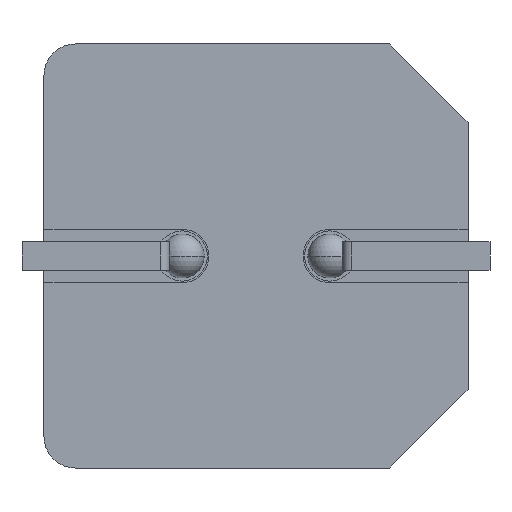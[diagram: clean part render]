
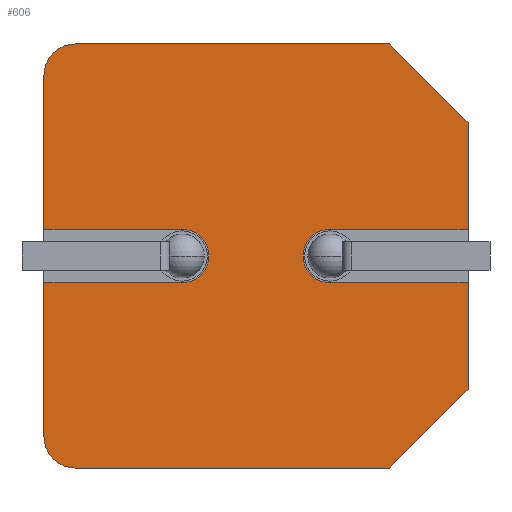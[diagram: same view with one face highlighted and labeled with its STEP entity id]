
A CAD part, front view. The second image highlights one B-rep face of the part: STEP entity #606.
In plain terms, the highlighted planar face has unit normal (0, -1, 0).
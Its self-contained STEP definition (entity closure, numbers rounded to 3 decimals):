
#1 = CARTESIAN_POINT ( 'NONE',  ( 4.25, 0., 6.75 ) ) ;
#13 = CARTESIAN_POINT ( 'NONE',  ( 6.75, 0., 0.85 ) ) ;
#55 = ORIENTED_EDGE ( 'NONE', *, *, #810, .F. ) ;
#58 = CARTESIAN_POINT ( 'NONE',  ( -6.75, 0., 6.75 ) ) ;
#60 = VERTEX_POINT ( 'NONE', #240 ) ;
#63 = EDGE_CURVE ( 'NONE', #669, #1449, #2197, .T. ) ;
#66 = EDGE_CURVE ( 'NONE', #669, #1517, #1730, .T. ) ;
#101 = VERTEX_POINT ( 'NONE', #247 ) ;
#175 = EDGE_CURVE ( 'NONE', #1215, #958, #685, .T. ) ;
#188 = LINE ( 'NONE', #2155, #657 ) ;
#190 = EDGE_CURVE ( 'NONE', #1878, #60, #1243, .T. ) ;
#240 = CARTESIAN_POINT ( 'NONE',  ( 6.75, 0., -4.25 ) ) ;
#247 = CARTESIAN_POINT ( 'NONE',  ( -6.75, 0., 5.75 ) ) ;
#290 = CARTESIAN_POINT ( 'NONE',  ( 2.35, 0., 0.85 ) ) ;
#294 = ORIENTED_EDGE ( 'NONE', *, *, #1698, .F. ) ;
#311 = EDGE_CURVE ( 'NONE', #1711, #101, #856, .T. ) ;
#325 = LINE ( 'NONE', #2288, #1260 ) ;
#331 = LINE ( 'NONE', #936, #1467 ) ;
#339 = VECTOR ( 'NONE', #765, 1000. ) ;
#340 = ORIENTED_EDGE ( 'NONE', *, *, #1190, .F. ) ;
#364 = FACE_OUTER_BOUND ( 'NONE', #1199, .T. ) ;
#402 = DIRECTION ( 'NONE',  ( 0., 0., -1. ) ) ;
#404 = ORIENTED_EDGE ( 'NONE', *, *, #1807, .T. ) ;
#423 = CARTESIAN_POINT ( 'NONE',  ( -5.75, 0., -5.75 ) ) ;
#430 = ORIENTED_EDGE ( 'NONE', *, *, #901, .F. ) ;
#440 = CARTESIAN_POINT ( 'NONE',  ( 5.5, 0., -5.5 ) ) ;
#476 = VERTEX_POINT ( 'NONE', #919 ) ;
#487 = DIRECTION ( 'NONE',  ( 0., 0., -1. ) ) ;
#560 = ORIENTED_EDGE ( 'NONE', *, *, #190, .T. ) ;
#567 = CARTESIAN_POINT ( 'NONE',  ( 6.75, 0., 6.75 ) ) ;
#574 = DIRECTION ( 'NONE',  ( -0.707, 0., 0.707 ) ) ;
#589 = ORIENTED_EDGE ( 'NONE', *, *, #2290, .F. ) ;
#591 = DIRECTION ( 'NONE',  ( 0., 0., 1. ) ) ;
#592 = ORIENTED_EDGE ( 'NONE', *, *, #2058, .F. ) ;
#602 = DIRECTION ( 'NONE',  ( 0., 0., -1. ) ) ;
#606 = ADVANCED_FACE ( 'NONE', ( #364 ), #610, .T. ) ;
#610 = PLANE ( 'NONE',  #1672 ) ;
#626 = DIRECTION ( 'NONE',  ( 1., 0., 0. ) ) ;
#655 = LINE ( 'NONE', #2293, #2057 ) ;
#657 = VECTOR ( 'NONE', #1136, 1000. ) ;
#669 = VERTEX_POINT ( 'NONE', #684 ) ;
#684 = CARTESIAN_POINT ( 'NONE',  ( -6.75, 0., -5.75 ) ) ;
#685 = LINE ( 'NONE', #989, #1726 ) ;
#701 = AXIS2_PLACEMENT_3D ( 'NONE', #1034, #1586, #487 ) ;
#723 = VERTEX_POINT ( 'NONE', #802 ) ;
#765 = DIRECTION ( 'NONE',  ( 0., 0., 1. ) ) ;
#766 = VECTOR ( 'NONE', #402, 1000. ) ;
#802 = CARTESIAN_POINT ( 'NONE',  ( -2.35, 0., 0.85 ) ) ;
#805 = CARTESIAN_POINT ( 'NONE',  ( 0., 0., 0. ) ) ;
#810 = EDGE_CURVE ( 'NONE', #854, #723, #883, .T. ) ;
#851 = CARTESIAN_POINT ( 'NONE',  ( -5.75, 0., 5.75 ) ) ;
#854 = VERTEX_POINT ( 'NONE', #2306 ) ;
#856 = CIRCLE ( 'NONE', #969, 1. ) ;
#865 = ORIENTED_EDGE ( 'NONE', *, *, #175, .T. ) ;
#879 = DIRECTION ( 'NONE',  ( 0., 0., -1. ) ) ;
#883 = CIRCLE ( 'NONE', #2061, 0.85 ) ;
#901 = EDGE_CURVE ( 'NONE', #1517, #854, #1157, .T. ) ;
#910 = VECTOR ( 'NONE', #1987, 1000. ) ;
#919 = CARTESIAN_POINT ( 'NONE',  ( 6.75, 0., 4.25 ) ) ;
#936 = CARTESIAN_POINT ( 'NONE',  ( -6.75, 0., 6.75 ) ) ;
#952 = ORIENTED_EDGE ( 'NONE', *, *, #311, .T. ) ;
#958 = VERTEX_POINT ( 'NONE', #13 ) ;
#969 = AXIS2_PLACEMENT_3D ( 'NONE', #851, #1428, #879 ) ;
#989 = CARTESIAN_POINT ( 'NONE',  ( 6.75, 0., 0.85 ) ) ;
#1020 = EDGE_CURVE ( 'NONE', #1711, #1441, #188, .T. ) ;
#1023 = VECTOR ( 'NONE', #2161, 1000. ) ;
#1032 = DIRECTION ( 'NONE',  ( 0., -1., 0. ) ) ;
#1034 = CARTESIAN_POINT ( 'NONE',  ( 2.35, 0., 0. ) ) ;
#1058 = EDGE_CURVE ( 'NONE', #1966, #101, #331, .T. ) ;
#1092 = CARTESIAN_POINT ( 'NONE',  ( -6.75, 0., -0.85 ) ) ;
#1136 = DIRECTION ( 'NONE',  ( 1., 0., 0. ) ) ;
#1157 = LINE ( 'NONE', #1461, #1023 ) ;
#1190 = EDGE_CURVE ( 'NONE', #1878, #1449, #2133, .T. ) ;
#1194 = DIRECTION ( 'NONE',  ( -1., 0., 0. ) ) ;
#1199 = EDGE_LOOP ( 'NONE', ( #1940, #2320, #340, #560, #592, #2262, #404, #865, #294, #2116, #1881, #952, #1503, #589, #55, #430 ) ) ;
#1215 = VERTEX_POINT ( 'NONE', #290 ) ;
#1243 = LINE ( 'NONE', #440, #1786 ) ;
#1260 = VECTOR ( 'NONE', #1194, 1000. ) ;
#1291 = CARTESIAN_POINT ( 'NONE',  ( -6.75, 0., 0.85 ) ) ;
#1357 = CARTESIAN_POINT ( 'NONE',  ( -6.75, 0., -6.75 ) ) ;
#1428 = DIRECTION ( 'NONE',  ( 0., -1., 0. ) ) ;
#1441 = VERTEX_POINT ( 'NONE', #1 ) ;
#1447 = CARTESIAN_POINT ( 'NONE',  ( 2.35, 0., -0.85 ) ) ;
#1449 = VERTEX_POINT ( 'NONE', #1999 ) ;
#1453 = EDGE_CURVE ( 'NONE', #2075, #1937, #1605, .T. ) ;
#1461 = CARTESIAN_POINT ( 'NONE',  ( -6.75, 0., -0.85 ) ) ;
#1467 = VECTOR ( 'NONE', #591, 1000. ) ;
#1503 = ORIENTED_EDGE ( 'NONE', *, *, #1058, .F. ) ;
#1517 = VERTEX_POINT ( 'NONE', #1092 ) ;
#1521 = LINE ( 'NONE', #1876, #1717 ) ;
#1586 = DIRECTION ( 'NONE',  ( 0., 1., 0. ) ) ;
#1605 = LINE ( 'NONE', #1626, #910 ) ;
#1626 = CARTESIAN_POINT ( 'NONE',  ( 6.75, 0., -0.85 ) ) ;
#1672 = AXIS2_PLACEMENT_3D ( 'NONE', #805, #2085, #2071 ) ;
#1698 = EDGE_CURVE ( 'NONE', #476, #958, #655, .T. ) ;
#1711 = VERTEX_POINT ( 'NONE', #1801 ) ;
#1717 = VECTOR ( 'NONE', #574, 1000. ) ;
#1726 = VECTOR ( 'NONE', #626, 1000. ) ;
#1730 = LINE ( 'NONE', #58, #339 ) ;
#1732 = DIRECTION ( 'NONE',  ( 0.707, 0., 0.707 ) ) ;
#1755 = DIRECTION ( 'NONE',  ( 0., 0., -1. ) ) ;
#1786 = VECTOR ( 'NONE', #1732, 1000. ) ;
#1801 = CARTESIAN_POINT ( 'NONE',  ( -5.75, 0., 6.75 ) ) ;
#1807 = EDGE_CURVE ( 'NONE', #1937, #1215, #2217, .T. ) ;
#1862 = AXIS2_PLACEMENT_3D ( 'NONE', #423, #2051, #602 ) ;
#1876 = CARTESIAN_POINT ( 'NONE',  ( 5.5, 0., 5.5 ) ) ;
#1878 = VERTEX_POINT ( 'NONE', #2336 ) ;
#1881 = ORIENTED_EDGE ( 'NONE', *, *, #1020, .F. ) ;
#1937 = VERTEX_POINT ( 'NONE', #1447 ) ;
#1940 = ORIENTED_EDGE ( 'NONE', *, *, #66, .F. ) ;
#1965 = DIRECTION ( 'NONE',  ( 0., 0., -1. ) ) ;
#1966 = VERTEX_POINT ( 'NONE', #1291 ) ;
#1977 = LINE ( 'NONE', #567, #766 ) ;
#1987 = DIRECTION ( 'NONE',  ( -1., 0., 0. ) ) ;
#1999 = CARTESIAN_POINT ( 'NONE',  ( -5.75, 0., -6.75 ) ) ;
#2024 = EDGE_CURVE ( 'NONE', #476, #1441, #1521, .T. ) ;
#2049 = CARTESIAN_POINT ( 'NONE',  ( 6.75, 0., -0.85 ) ) ;
#2051 = DIRECTION ( 'NONE',  ( 0., -1., 0. ) ) ;
#2057 = VECTOR ( 'NONE', #1965, 1000. ) ;
#2058 = EDGE_CURVE ( 'NONE', #2075, #60, #1977, .T. ) ;
#2061 = AXIS2_PLACEMENT_3D ( 'NONE', #2103, #1032, #1755 ) ;
#2071 = DIRECTION ( 'NONE',  ( 0., 0., -1. ) ) ;
#2075 = VERTEX_POINT ( 'NONE', #2049 ) ;
#2080 = DIRECTION ( 'NONE',  ( -1., 0., 0. ) ) ;
#2085 = DIRECTION ( 'NONE',  ( 0., -1., 0. ) ) ;
#2103 = CARTESIAN_POINT ( 'NONE',  ( -2.35, 0., 0. ) ) ;
#2116 = ORIENTED_EDGE ( 'NONE', *, *, #2024, .T. ) ;
#2133 = LINE ( 'NONE', #1357, #2307 ) ;
#2155 = CARTESIAN_POINT ( 'NONE',  ( -6.75, 0., 6.75 ) ) ;
#2161 = DIRECTION ( 'NONE',  ( 1., 0., 0. ) ) ;
#2197 = CIRCLE ( 'NONE', #1862, 1. ) ;
#2217 = CIRCLE ( 'NONE', #701, 0.85 ) ;
#2262 = ORIENTED_EDGE ( 'NONE', *, *, #1453, .T. ) ;
#2288 = CARTESIAN_POINT ( 'NONE',  ( -6.75, 0., 0.85 ) ) ;
#2290 = EDGE_CURVE ( 'NONE', #723, #1966, #325, .T. ) ;
#2293 = CARTESIAN_POINT ( 'NONE',  ( 6.75, 0., 6.75 ) ) ;
#2306 = CARTESIAN_POINT ( 'NONE',  ( -2.35, 0., -0.85 ) ) ;
#2307 = VECTOR ( 'NONE', #2080, 1000. ) ;
#2320 = ORIENTED_EDGE ( 'NONE', *, *, #63, .T. ) ;
#2336 = CARTESIAN_POINT ( 'NONE',  ( 4.25, 0., -6.75 ) ) ;
